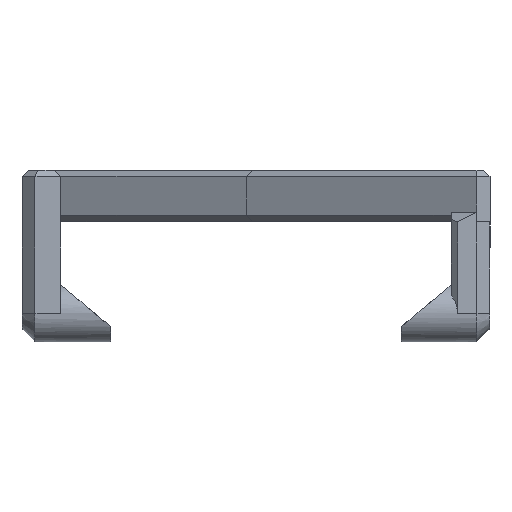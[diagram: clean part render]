
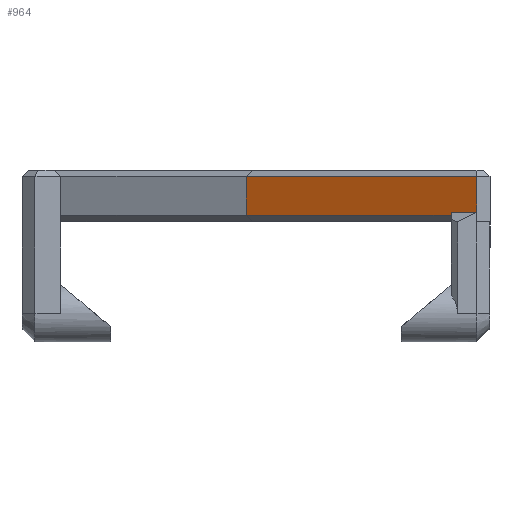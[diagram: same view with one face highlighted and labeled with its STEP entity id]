
A CAD part, left-side view. The second image highlights one B-rep face of the part: STEP entity #964.
In plain terms, the highlighted planar face has unit normal (-0.866, 0.5, 0).
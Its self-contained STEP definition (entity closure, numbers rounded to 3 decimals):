
#40=FACE_OUTER_BOUND('',#99,.T.);
#99=EDGE_LOOP('',(#644,#645,#646,#647,#648,#649));
#162=LINE('',#1392,#286);
#166=LINE('',#1401,#290);
#168=LINE('',#1405,#292);
#169=LINE('',#1407,#293);
#170=LINE('',#1409,#294);
#171=LINE('',#1410,#295);
#286=VECTOR('',#1112,10.);
#290=VECTOR('',#1120,10.);
#292=VECTOR('',#1124,10.);
#293=VECTOR('',#1125,10.);
#294=VECTOR('',#1126,10.);
#295=VECTOR('',#1127,10.);
#405=VERTEX_POINT('',#1382);
#408=VERTEX_POINT('',#1390);
#411=VERTEX_POINT('',#1400);
#412=VERTEX_POINT('',#1404);
#413=VERTEX_POINT('',#1406);
#414=VERTEX_POINT('',#1408);
#493=EDGE_CURVE('',#408,#405,#162,.T.);
#497=EDGE_CURVE('',#405,#411,#166,.T.);
#499=EDGE_CURVE('',#408,#412,#168,.T.);
#500=EDGE_CURVE('',#413,#412,#169,.T.);
#501=EDGE_CURVE('',#413,#414,#170,.T.);
#502=EDGE_CURVE('',#411,#414,#171,.T.);
#644=ORIENTED_EDGE('',*,*,#493,.F.);
#645=ORIENTED_EDGE('',*,*,#499,.T.);
#646=ORIENTED_EDGE('',*,*,#500,.F.);
#647=ORIENTED_EDGE('',*,*,#501,.T.);
#648=ORIENTED_EDGE('',*,*,#502,.F.);
#649=ORIENTED_EDGE('',*,*,#497,.F.);
#909=PLANE('',#1025);
#964=ADVANCED_FACE('',(#40),#909,.T.);
#1025=AXIS2_PLACEMENT_3D('',#1403,#1122,#1123);
#1112=DIRECTION('',(0.5,0.866,0.));
#1120=DIRECTION('',(0.,0.,1.));
#1122=DIRECTION('center_axis',(-0.866,0.5,0.));
#1123=DIRECTION('ref_axis',(-0.5,-0.866,0.));
#1124=DIRECTION('',(0.,0.,1.));
#1125=DIRECTION('',(0.5,0.866,0.));
#1126=DIRECTION('',(0.,0.,1.));
#1127=DIRECTION('',(-0.5,-0.866,0.));
#1382=CARTESIAN_POINT('',(-7.773,50.653,32.187));
#1390=CARTESIAN_POINT('',(-16.895,34.853,32.187));
#1392=CARTESIAN_POINT('',(-6.961,52.06,32.187));
#1400=CARTESIAN_POINT('',(-7.773,50.653,35.187));
#1401=CARTESIAN_POINT('',(-7.773,50.653,31.687));
#1403=CARTESIAN_POINT('Origin',(-7.773,50.653,31.687));
#1404=CARTESIAN_POINT('',(-16.895,34.853,32.437));
#1405=CARTESIAN_POINT('',(-16.895,34.853,28.154));
#1406=CARTESIAN_POINT('',(-18.05,32.853,32.437));
#1407=CARTESIAN_POINT('',(-12.528,42.417,32.437));
#1408=CARTESIAN_POINT('',(-18.05,32.853,35.187));
#1409=CARTESIAN_POINT('',(-18.05,32.853,31.687));
#1410=CARTESIAN_POINT('',(-6.961,52.06,35.187));
